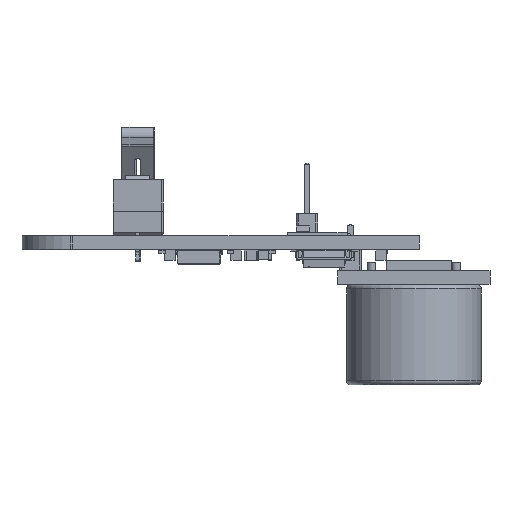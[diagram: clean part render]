
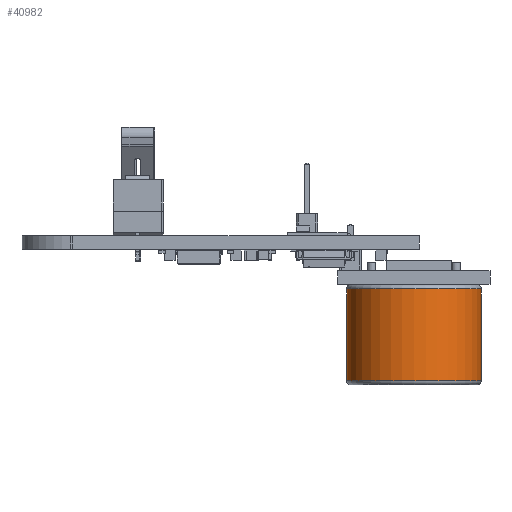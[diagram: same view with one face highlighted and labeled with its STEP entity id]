
A CAD part, left-side view. The second image highlights one B-rep face of the part: STEP entity #40982.
In plain terms, the highlighted cylindrical face has radius 7.95 mm (diameter 15.9 mm), a full revolution.
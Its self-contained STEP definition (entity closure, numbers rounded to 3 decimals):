
#40982 = ADVANCED_FACE('',(#40983),#41009,.T.);
#40983 = FACE_BOUND('',#40984,.T.);
#40984 = EDGE_LOOP('',(#40985,#40994,#41001,#41008));
#40985 = ORIENTED_EDGE('',*,*,#40986,.T.);
#40986 = EDGE_CURVE('',#40987,#40987,#40989,.T.);
#40987 = VERTEX_POINT('',#40988);
#40988 = CARTESIAN_POINT('',(9.,-2.15,1.05));
#40989 = CIRCLE('',#40990,7.95);
#40990 = AXIS2_PLACEMENT_3D('',#40991,#40992,#40993);
#40991 = CARTESIAN_POINT('',(9.,-2.15,9.));
#40992 = DIRECTION('',(0.,-1.,0.));
#40993 = DIRECTION('',(0.,0.,-1.));
#40994 = ORIENTED_EDGE('',*,*,#40995,.F.);
#40995 = EDGE_CURVE('',#40996,#40987,#40998,.T.);
#40996 = VERTEX_POINT('',#40997);
#40997 = CARTESIAN_POINT('',(9.,-13.,1.05));
#40998 = B_SPLINE_CURVE_WITH_KNOTS('',1,(#40999,#41000),.UNSPECIFIED.,
  .F.,.F.,(2,2),(0.5,11.35),.PIECEWISE_BEZIER_KNOTS.);
#40999 = CARTESIAN_POINT('',(9.,-13.,1.05));
#41000 = CARTESIAN_POINT('',(9.,-2.15,1.05));
#41001 = ORIENTED_EDGE('',*,*,#41002,.F.);
#41002 = EDGE_CURVE('',#40996,#40996,#41003,.T.);
#41003 = CIRCLE('',#41004,7.95);
#41004 = AXIS2_PLACEMENT_3D('',#41005,#41006,#41007);
#41005 = CARTESIAN_POINT('',(9.,-13.,9.));
#41006 = DIRECTION('',(0.,-1.,0.));
#41007 = DIRECTION('',(0.,0.,-1.));
#41008 = ORIENTED_EDGE('',*,*,#40995,.T.);
#41009 = CYLINDRICAL_SURFACE('',#41010,7.95);
#41010 = AXIS2_PLACEMENT_3D('',#41011,#41012,#41013);
#41011 = CARTESIAN_POINT('',(9.,-13.5,9.));
#41012 = DIRECTION('',(0.,1.,0.));
#41013 = DIRECTION('',(0.,-0.,1.));
